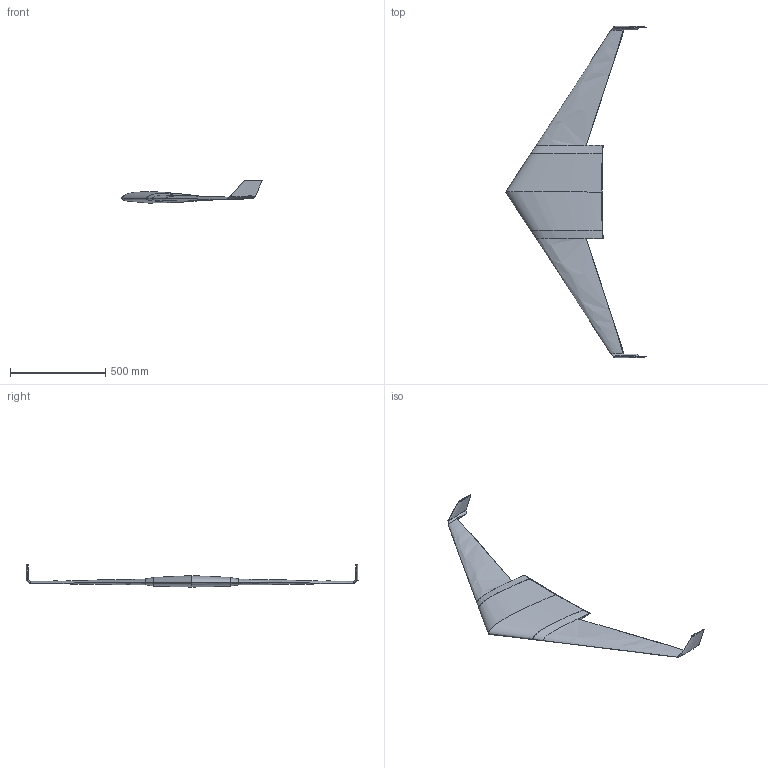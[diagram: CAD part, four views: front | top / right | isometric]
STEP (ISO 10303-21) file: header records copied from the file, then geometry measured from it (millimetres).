
FILE_DESCRIPTION (( 'STEP AP214' ), '1' );
FILE_NAME ('kArAkAnEr-v2-solid-bez-lotek.STEP', '2025-04-08T19:40:02', ( '' ), ( '' ), 'SwSTEP 2.0', 'SolidWorks 2023', '' );
FILE_SCHEMA (( 'AUTOMOTIVE_DESIGN' ));
Length unit declared in the file: metre
Products named in the file (1): kArAkAnEr-v2-solid-bez-lotek
Bounding box: 735.25 x 1740.76 x 116.34 mm (x, y, z)
Volume: 11035554 mm3; surface area: 908993.4 mm2
Topology: 1 solids, 1 shells, 62 faces, 1023 edges, 956 vertices
Faces by surface type: bspline 34, plane 28
Entity records: 62448 total; most frequent: CARTESIAN_POINT 57040, ORIENTED_EDGE 2032, EDGE_CURVE 1016, B_SPLINE_CURVE_WITH_KNOTS 1004, VERTEX_POINT 956, DIRECTION 72, ADVANCED_FACE 62, EDGE_LOOP 62
